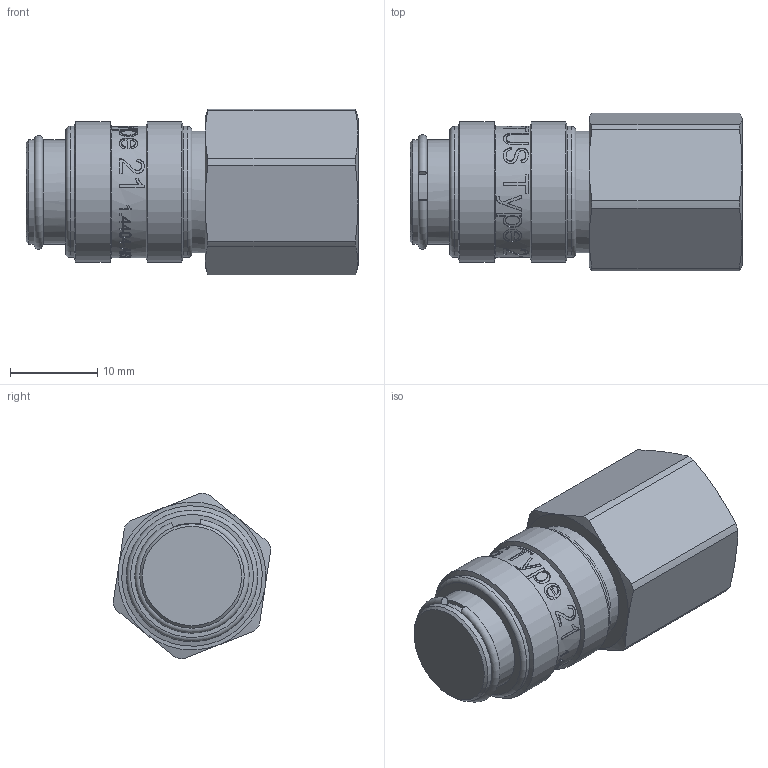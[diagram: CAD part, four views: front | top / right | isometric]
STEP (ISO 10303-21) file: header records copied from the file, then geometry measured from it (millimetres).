
FILE_DESCRIPTION((''),'2;1');
FILE_NAME('21kaiw13evx.stp','2014-06-18T07:50:11',('IA176480'),(''),'Autodesk Inventor 2013','Autodesk Inventor 2013','');
FILE_SCHEMA(('AUTOMOTIVE_DESIGN { 1 0 10303 214 1 1 1 1 }'));
Length unit declared in the file: millimetre
Products named in the file (1): D110770
Bounding box: 38.15 x 18.13 x 19.04 mm (x, y, z)
Volume: 6672.8 mm3; surface area: 4268.8 mm2
Topology: 2 solids, 4 shells, 402 faces, 1015 edges, 668 vertices
Faces by surface type: plane 165, bspline 141, cylinder 65, cone 27, torus 4
Full cylindrical faces by diameter (mm): 7.5 x1, 10.857 x1, 11.15 x1, 11.4 x1, 11.445 x1, 12 x3, 12.15 x2, 14 x3, 15.1 x3, 16.15 x2
Entity records: 48660 total; most frequent: CARTESIAN_POINT 39918, ORIENTED_EDGE 1938, DIRECTION 1209, EDGE_CURVE 969, VERTEX_POINT 659, EDGE_LOOP 492, AXIS2_PLACEMENT_3D 422, B_SPLINE_CURVE_WITH_KNOTS 420
